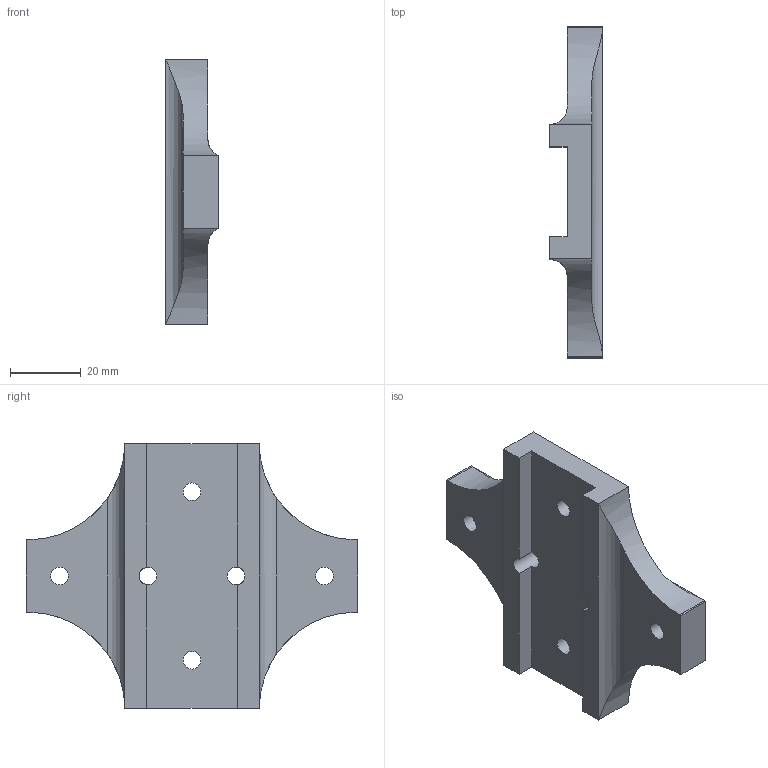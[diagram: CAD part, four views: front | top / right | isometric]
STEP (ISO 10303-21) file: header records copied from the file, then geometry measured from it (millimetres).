
FILE_DESCRIPTION(/* description */ (''),/* implementation_level */ '2;1');
FILE_NAME(/* name */ 'DIN Rail Mount.step',/* time_stamp */ '2024-06-01T19:25:25-04:00',/* author */ (''),/* organization */ (''),/* preprocessor_version */ 'ST-DEVELOPER v20',/* originating_system */ 'Autodesk Translation Framework v13.14.0.145',/* authorisation */ '');
FILE_SCHEMA (('AUTOMOTIVE_DESIGN { 1 0 10303 214 3 1 1 }'));
Length unit declared in the file: millimetre
Products named in the file (1): FusionComponent
Bounding box: 15 x 94 x 75 mm (x, y, z)
Volume: 43121.3 mm3; surface area: 13760.9 mm2
Topology: 1 solids, 1 shells, 34 faces, 94 edges, 60 vertices
Faces by surface type: plane 20, cylinder 14
Full cylindrical faces by diameter (mm): 5 x6
Entity records: 1239 total; most frequent: CARTESIAN_POINT 309, ORIENTED_EDGE 188, DIRECTION 180, EDGE_CURVE 94, LINE 62, VECTOR 62, VERTEX_POINT 60, AXIS2_PLACEMENT_3D 59
